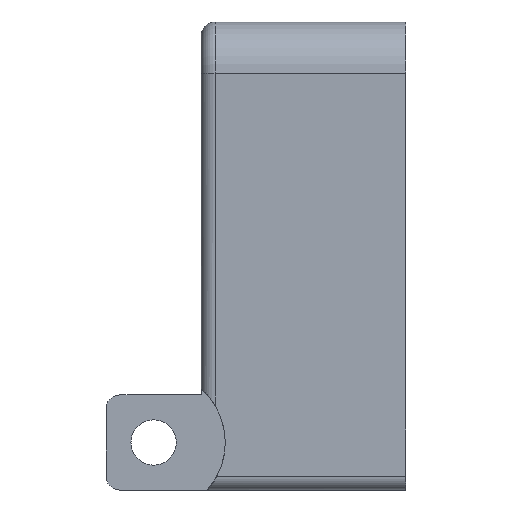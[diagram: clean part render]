
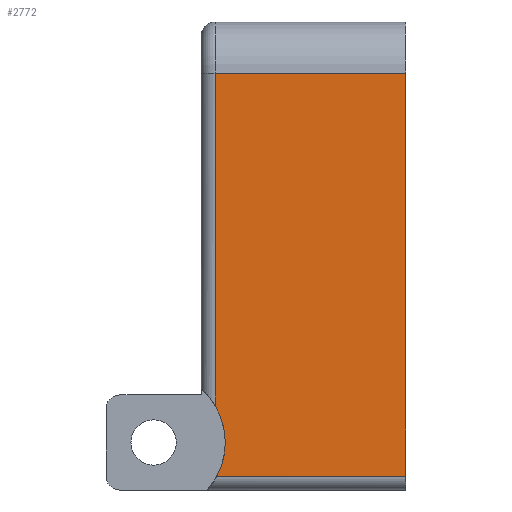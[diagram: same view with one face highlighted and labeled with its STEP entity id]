
A CAD part, front view. The second image highlights one B-rep face of the part: STEP entity #2772.
In plain terms, the highlighted planar face has unit normal (0, -1, 0).
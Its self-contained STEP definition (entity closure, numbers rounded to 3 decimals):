
#164 = CYLINDRICAL_SURFACE('',#165,9.8);
#165 = AXIS2_PLACEMENT_3D('',#166,#167,#168);
#166 = CARTESIAN_POINT('',(0.,-12.,-0.5));
#167 = DIRECTION('',(0.,-1.,0.));
#168 = DIRECTION('',(1.,0.,0.));
#197 = CYLINDRICAL_SURFACE('',#198,9.8);
#198 = AXIS2_PLACEMENT_3D('',#199,#200,#201);
#199 = CARTESIAN_POINT('',(0.,-12.,-0.5));
#200 = DIRECTION('',(0.,-1.,0.));
#201 = DIRECTION('',(1.,0.,0.));
#449 = CYLINDRICAL_SURFACE('',#450,1.9);
#450 = AXIS2_PLACEMENT_3D('',#451,#452,#453);
#451 = CARTESIAN_POINT('',(8.4,-10.1,6.));
#452 = DIRECTION('',(0.,0.,1.));
#453 = DIRECTION('',(-1.,0.,0.));
#985 = EDGE_CURVE('',#986,#988,#990,.T.);
#986 = VERTEX_POINT('',#987);
#987 = CARTESIAN_POINT('',(9.8,-12.,-0.5));
#988 = VERTEX_POINT('',#989);
#989 = CARTESIAN_POINT('',(8.4,-12.,4.548));
#990 = SURFACE_CURVE('',#991,(#996,#1003),.PCURVE_S1.);
#991 = CIRCLE('',#992,9.8);
#992 = AXIS2_PLACEMENT_3D('',#993,#994,#995);
#993 = CARTESIAN_POINT('',(0.,-12.,-0.5));
#994 = DIRECTION('',(0.,-1.,0.));
#995 = DIRECTION('',(1.,0.,0.));
#996 = PCURVE('',#164,#997);
#997 = DEFINITIONAL_REPRESENTATION('',(#998),#1002);
#998 = LINE('',#999,#1000);
#999 = CARTESIAN_POINT('',(0.,0.));
#1000 = VECTOR('',#1001,1.);
#1001 = DIRECTION('',(1.,0.));
#1002 = ( GEOMETRIC_REPRESENTATION_CONTEXT(2) 
PARAMETRIC_REPRESENTATION_CONTEXT() REPRESENTATION_CONTEXT('2D SPACE',''
  ) );
#1003 = PCURVE('',#1004,#1009);
#1004 = PLANE('',#1005);
#1005 = AXIS2_PLACEMENT_3D('',#1006,#1007,#1008);
#1006 = CARTESIAN_POINT('',(34.5,-12.,-7.));
#1007 = DIRECTION('',(0.,-1.,0.));
#1008 = DIRECTION('',(-1.,0.,0.));
#1009 = DEFINITIONAL_REPRESENTATION('',(#1010),#1014);
#1010 = CIRCLE('',#1011,9.8);
#1011 = AXIS2_PLACEMENT_2D('',#1012,#1013);
#1012 = CARTESIAN_POINT('',(34.5,-6.5));
#1013 = DIRECTION('',(-1.,-0.));
#1014 = ( GEOMETRIC_REPRESENTATION_CONTEXT(2) 
PARAMETRIC_REPRESENTATION_CONTEXT() REPRESENTATION_CONTEXT('2D SPACE',''
  ) );
#1456 = CYLINDRICAL_SURFACE('',#1457,1.9);
#1457 = AXIS2_PLACEMENT_3D('',#1458,#1459,#1460);
#1458 = CARTESIAN_POINT('',(34.5,-10.1,-5.1));
#1459 = DIRECTION('',(-1.,0.,0.));
#1460 = DIRECTION('',(0.,-1.,0.));
#1484 = PLANE('',#1485);
#1485 = AXIS2_PLACEMENT_3D('',#1486,#1487,#1488);
#1486 = CARTESIAN_POINT('',(34.5,12.,-7.));
#1487 = DIRECTION('',(1.,0.,0.));
#1488 = DIRECTION('',(0.,-1.,0.));
#1594 = EDGE_CURVE('',#1595,#986,#1597,.T.);
#1595 = VERTEX_POINT('',#1596);
#1596 = CARTESIAN_POINT('',(8.653,-12.,-5.1));
#1597 = SURFACE_CURVE('',#1598,(#1603,#1610),.PCURVE_S1.);
#1598 = CIRCLE('',#1599,9.8);
#1599 = AXIS2_PLACEMENT_3D('',#1600,#1601,#1602);
#1600 = CARTESIAN_POINT('',(0.,-12.,-0.5));
#1601 = DIRECTION('',(0.,-1.,0.));
#1602 = DIRECTION('',(1.,0.,0.));
#1603 = PCURVE('',#197,#1604);
#1604 = DEFINITIONAL_REPRESENTATION('',(#1605),#1609);
#1605 = LINE('',#1606,#1607);
#1606 = CARTESIAN_POINT('',(0.,0.));
#1607 = VECTOR('',#1608,1.);
#1608 = DIRECTION('',(1.,0.));
#1609 = ( GEOMETRIC_REPRESENTATION_CONTEXT(2) 
PARAMETRIC_REPRESENTATION_CONTEXT() REPRESENTATION_CONTEXT('2D SPACE',''
  ) );
#1610 = PCURVE('',#1004,#1611);
#1611 = DEFINITIONAL_REPRESENTATION('',(#1612),#1616);
#1612 = CIRCLE('',#1613,9.8);
#1613 = AXIS2_PLACEMENT_2D('',#1614,#1615);
#1614 = CARTESIAN_POINT('',(34.5,-6.5));
#1615 = DIRECTION('',(-1.,-0.));
#1616 = ( GEOMETRIC_REPRESENTATION_CONTEXT(2) 
PARAMETRIC_REPRESENTATION_CONTEXT() REPRESENTATION_CONTEXT('2D SPACE',''
  ) );
#2468 = EDGE_CURVE('',#2469,#988,#2471,.T.);
#2469 = VERTEX_POINT('',#2470);
#2470 = CARTESIAN_POINT('',(8.4,-12.,6.));
#2471 = SURFACE_CURVE('',#2472,(#2476,#2483),.PCURVE_S1.);
#2472 = LINE('',#2473,#2474);
#2473 = CARTESIAN_POINT('',(8.4,-12.,6.));
#2474 = VECTOR('',#2475,1.);
#2475 = DIRECTION('',(-0.,-0.,-1.));
#2476 = PCURVE('',#449,#2477);
#2477 = DEFINITIONAL_REPRESENTATION('',(#2478),#2482);
#2478 = LINE('',#2479,#2480);
#2479 = CARTESIAN_POINT('',(1.571,0.));
#2480 = VECTOR('',#2481,1.);
#2481 = DIRECTION('',(0.,-1.));
#2482 = ( GEOMETRIC_REPRESENTATION_CONTEXT(2) 
PARAMETRIC_REPRESENTATION_CONTEXT() REPRESENTATION_CONTEXT('2D SPACE',''
  ) );
#2483 = PCURVE('',#1004,#2484);
#2484 = DEFINITIONAL_REPRESENTATION('',(#2485),#2489);
#2485 = LINE('',#2486,#2487);
#2486 = CARTESIAN_POINT('',(26.1,-13.));
#2487 = VECTOR('',#2488,1.);
#2488 = DIRECTION('',(0.,1.));
#2489 = ( GEOMETRIC_REPRESENTATION_CONTEXT(2) 
PARAMETRIC_REPRESENTATION_CONTEXT() REPRESENTATION_CONTEXT('2D SPACE',''
  ) );
#2491 = EDGE_CURVE('',#2469,#2492,#2494,.T.);
#2492 = VERTEX_POINT('',#2493);
#2493 = CARTESIAN_POINT('',(8.4,-12.,50.));
#2494 = SURFACE_CURVE('',#2495,(#2499,#2506),.PCURVE_S1.);
#2495 = LINE('',#2496,#2497);
#2496 = CARTESIAN_POINT('',(8.4,-12.,6.));
#2497 = VECTOR('',#2498,1.);
#2498 = DIRECTION('',(0.,0.,1.));
#2499 = PCURVE('',#449,#2500);
#2500 = DEFINITIONAL_REPRESENTATION('',(#2501),#2505);
#2501 = LINE('',#2502,#2503);
#2502 = CARTESIAN_POINT('',(1.571,0.));
#2503 = VECTOR('',#2504,1.);
#2504 = DIRECTION('',(0.,1.));
#2505 = ( GEOMETRIC_REPRESENTATION_CONTEXT(2) 
PARAMETRIC_REPRESENTATION_CONTEXT() REPRESENTATION_CONTEXT('2D SPACE',''
  ) );
#2506 = PCURVE('',#1004,#2507);
#2507 = DEFINITIONAL_REPRESENTATION('',(#2508),#2512);
#2508 = LINE('',#2509,#2510);
#2509 = CARTESIAN_POINT('',(26.1,-13.));
#2510 = VECTOR('',#2511,1.);
#2511 = DIRECTION('',(0.,-1.));
#2512 = ( GEOMETRIC_REPRESENTATION_CONTEXT(2) 
PARAMETRIC_REPRESENTATION_CONTEXT() REPRESENTATION_CONTEXT('2D SPACE',''
  ) );
#2772 = ADVANCED_FACE('',(#2773),#1004,.T.);
#2773 = FACE_BOUND('',#2774,.T.);
#2774 = EDGE_LOOP('',(#2775,#2776,#2799,#2822,#2848,#2849,#2850));
#2775 = ORIENTED_EDGE('',*,*,#1594,.F.);
#2776 = ORIENTED_EDGE('',*,*,#2777,.F.);
#2777 = EDGE_CURVE('',#2778,#1595,#2780,.T.);
#2778 = VERTEX_POINT('',#2779);
#2779 = CARTESIAN_POINT('',(34.5,-12.,-5.1));
#2780 = SURFACE_CURVE('',#2781,(#2785,#2792),.PCURVE_S1.);
#2781 = LINE('',#2782,#2783);
#2782 = CARTESIAN_POINT('',(34.5,-12.,-5.1));
#2783 = VECTOR('',#2784,1.);
#2784 = DIRECTION('',(-1.,0.,0.));
#2785 = PCURVE('',#1004,#2786);
#2786 = DEFINITIONAL_REPRESENTATION('',(#2787),#2791);
#2787 = LINE('',#2788,#2789);
#2788 = CARTESIAN_POINT('',(0.,-1.9));
#2789 = VECTOR('',#2790,1.);
#2790 = DIRECTION('',(1.,0.));
#2791 = ( GEOMETRIC_REPRESENTATION_CONTEXT(2) 
PARAMETRIC_REPRESENTATION_CONTEXT() REPRESENTATION_CONTEXT('2D SPACE',''
  ) );
#2792 = PCURVE('',#1456,#2793);
#2793 = DEFINITIONAL_REPRESENTATION('',(#2794),#2798);
#2794 = LINE('',#2795,#2796);
#2795 = CARTESIAN_POINT('',(-0.,0.));
#2796 = VECTOR('',#2797,1.);
#2797 = DIRECTION('',(-0.,1.));
#2798 = ( GEOMETRIC_REPRESENTATION_CONTEXT(2) 
PARAMETRIC_REPRESENTATION_CONTEXT() REPRESENTATION_CONTEXT('2D SPACE',''
  ) );
#2799 = ORIENTED_EDGE('',*,*,#2800,.T.);
#2800 = EDGE_CURVE('',#2778,#2801,#2803,.T.);
#2801 = VERTEX_POINT('',#2802);
#2802 = CARTESIAN_POINT('',(34.5,-12.,50.));
#2803 = SURFACE_CURVE('',#2804,(#2808,#2815),.PCURVE_S1.);
#2804 = LINE('',#2805,#2806);
#2805 = CARTESIAN_POINT('',(34.5,-12.,-7.));
#2806 = VECTOR('',#2807,1.);
#2807 = DIRECTION('',(0.,0.,1.));
#2808 = PCURVE('',#1004,#2809);
#2809 = DEFINITIONAL_REPRESENTATION('',(#2810),#2814);
#2810 = LINE('',#2811,#2812);
#2811 = CARTESIAN_POINT('',(0.,-0.));
#2812 = VECTOR('',#2813,1.);
#2813 = DIRECTION('',(0.,-1.));
#2814 = ( GEOMETRIC_REPRESENTATION_CONTEXT(2) 
PARAMETRIC_REPRESENTATION_CONTEXT() REPRESENTATION_CONTEXT('2D SPACE',''
  ) );
#2815 = PCURVE('',#1484,#2816);
#2816 = DEFINITIONAL_REPRESENTATION('',(#2817),#2821);
#2817 = LINE('',#2818,#2819);
#2818 = CARTESIAN_POINT('',(24.,0.));
#2819 = VECTOR('',#2820,1.);
#2820 = DIRECTION('',(0.,-1.));
#2821 = ( GEOMETRIC_REPRESENTATION_CONTEXT(2) 
PARAMETRIC_REPRESENTATION_CONTEXT() REPRESENTATION_CONTEXT('2D SPACE',''
  ) );
#2822 = ORIENTED_EDGE('',*,*,#2823,.T.);
#2823 = EDGE_CURVE('',#2801,#2492,#2824,.T.);
#2824 = SURFACE_CURVE('',#2825,(#2829,#2836),.PCURVE_S1.);
#2825 = LINE('',#2826,#2827);
#2826 = CARTESIAN_POINT('',(34.5,-12.,50.));
#2827 = VECTOR('',#2828,1.);
#2828 = DIRECTION('',(-1.,0.,0.));
#2829 = PCURVE('',#1004,#2830);
#2830 = DEFINITIONAL_REPRESENTATION('',(#2831),#2835);
#2831 = LINE('',#2832,#2833);
#2832 = CARTESIAN_POINT('',(0.,-57.));
#2833 = VECTOR('',#2834,1.);
#2834 = DIRECTION('',(1.,0.));
#2835 = ( GEOMETRIC_REPRESENTATION_CONTEXT(2) 
PARAMETRIC_REPRESENTATION_CONTEXT() REPRESENTATION_CONTEXT('2D SPACE',''
  ) );
#2836 = PCURVE('',#2837,#2842);
#2837 = CYLINDRICAL_SURFACE('',#2838,7.);
#2838 = AXIS2_PLACEMENT_3D('',#2839,#2840,#2841);
#2839 = CARTESIAN_POINT('',(34.5,-5.,50.));
#2840 = DIRECTION('',(-1.,0.,0.));
#2841 = DIRECTION('',(0.,-1.,0.));
#2842 = DEFINITIONAL_REPRESENTATION('',(#2843),#2847);
#2843 = LINE('',#2844,#2845);
#2844 = CARTESIAN_POINT('',(0.,0.));
#2845 = VECTOR('',#2846,1.);
#2846 = DIRECTION('',(0.,1.));
#2847 = ( GEOMETRIC_REPRESENTATION_CONTEXT(2) 
PARAMETRIC_REPRESENTATION_CONTEXT() REPRESENTATION_CONTEXT('2D SPACE',''
  ) );
#2848 = ORIENTED_EDGE('',*,*,#2491,.F.);
#2849 = ORIENTED_EDGE('',*,*,#2468,.T.);
#2850 = ORIENTED_EDGE('',*,*,#985,.F.);
